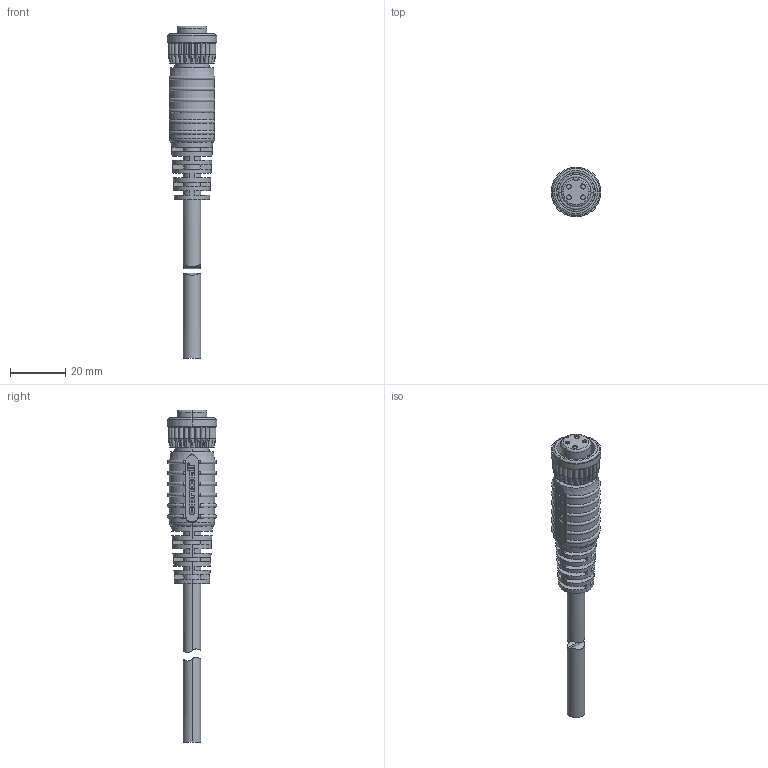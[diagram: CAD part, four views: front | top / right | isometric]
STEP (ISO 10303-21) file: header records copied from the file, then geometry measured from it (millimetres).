
FILE_DESCRIPTION (( 'STEP AP203' ), '1' );
FILE_NAME ('CA62804SXXX90.STEP', '2018-03-02T16:37:11', ( '' ), ( '' ), 'SwSTEP 2.0', 'SolidWorks 2017', '' );
FILE_SCHEMA (( 'CONFIG_CONTROL_DESIGN' ));
Length unit declared in the file: inch
Products named in the file (1): CA62804SXXX90
Bounding box: 18.03 x 18.03 x 120.17 mm (x, y, z)
Volume: 12228.5 mm3; surface area: 6727.3 mm2
Topology: 2 solids, 2 shells, 639 faces, 1705 edges, 1117 vertices
Faces by surface type: cylinder 262, plane 262, torus 49, cone 33, bspline 32, sphere 1
Entity records: 23239 total; most frequent: CARTESIAN_POINT 8095, ORIENTED_EDGE 3404, DIRECTION 2910, EDGE_CURVE 1702, VERTEX_POINT 1115, AXIS2_PLACEMENT_3D 1086, VECTOR 738, LINE 738
